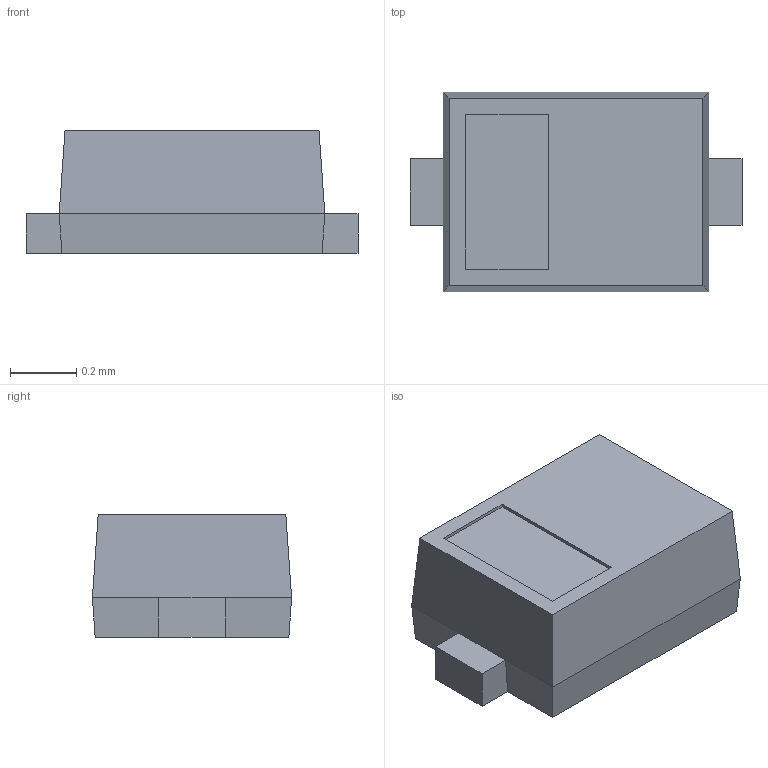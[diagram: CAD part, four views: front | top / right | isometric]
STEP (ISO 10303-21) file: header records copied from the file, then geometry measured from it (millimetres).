
FILE_DESCRIPTION(/* description */ ('model of D_SOD-923'),/* implementation_level */ '2;1');
FILE_NAME(/* name */ 'D_SOD-923.step',/* time_stamp */ '2019-12-17T10:55:56',/* author */ ('kicad StepUp','ksu'),/* organization */ ('FreeCAD'),/* preprocessor_version */ 'OCC',/* originating_system */ 'kicad StepUp',/* authorisation */ '');
FILE_SCHEMA(('AUTOMOTIVE_DESIGN { 1 0 10303 214 1 1 1 1 }'));
Length unit declared in the file: millimetre
Products named in the file (1): D_SOD_923
Bounding box: 1 x 0.6 x 0.37 mm (x, y, z)
Volume: 0.2 mm3; surface area: 2.1 mm2
Topology: 1 solids, 1 shells, 27 faces, 60 edges, 36 vertices
Faces by surface type: plane 17, bspline 10
Entity records: 925 total; most frequent: CARTESIAN_POINT 182, ORIENTED_EDGE 120, DIRECTION 84, EDGE_CURVE 60, LINE 48, VECTOR 48, VERTEX_POINT 36, FACE_BOUND 28
